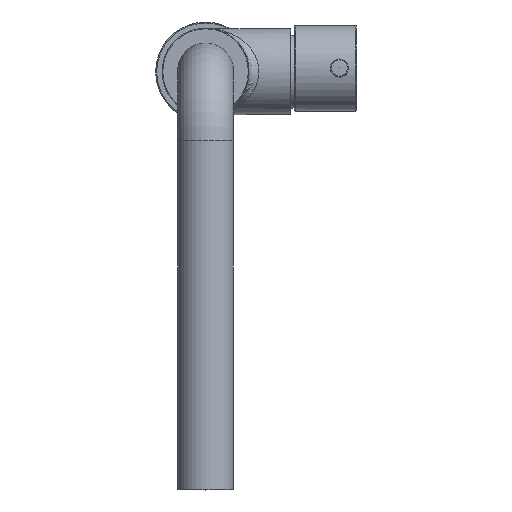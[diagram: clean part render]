
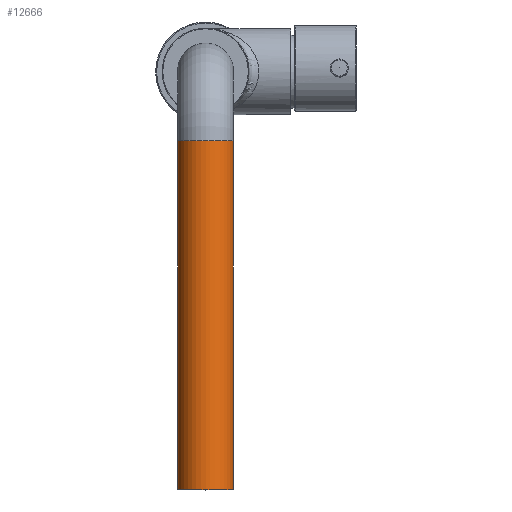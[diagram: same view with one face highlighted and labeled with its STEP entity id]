
A CAD part, top view. The second image highlights one B-rep face of the part: STEP entity #12666.
In plain terms, the highlighted cylindrical face has radius 14 mm (diameter 28 mm), a full revolution.
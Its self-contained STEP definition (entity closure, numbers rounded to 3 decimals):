
#1572=CIRCLE('',#14748,14.);
#1573=CIRCLE('',#14749,14.);
#1852=B_SPLINE_CURVE_WITH_KNOTS('',3,(#21872,#21873,#21874,#21875,#21876,
#21877,#21878,#21879,#21880,#21881,#21882,#21883,#21884,#21885,#21886,#21887,
#21888,#21889,#21890,#21891,#21892,#21893,#21894,#21895,#21896,#21897,#21898,
#21899,#21900,#21901,#21902,#21903,#21904),.UNSPECIFIED.,.T.,.F.,(1,1,1,
1,1,1,1,1,1,1,1,1,1,1,1,1,1,1,1,1,1,1,1,1,1,1,1,1,1,1,1,1,1,1,1,1,1),(-0.008,
-0.005,-0.003,0.,0.003,
0.005,0.008,0.01,0.016,
0.018,0.021,0.023,0.026,
0.031,0.034,0.036,0.039,
0.041,0.044,0.047,0.049,
0.052,0.054,0.057,0.06,
0.062,0.065,0.067,0.07,
0.073,0.075,0.078,0.08,
0.083,0.086,0.088,0.091),
 .UNSPECIFIED.);
#3869=ORIENTED_EDGE('',*,*,#6591,.T.);
#3870=ORIENTED_EDGE('',*,*,#6592,.T.);
#3871=ORIENTED_EDGE('',*,*,#6593,.T.);
#6591=EDGE_CURVE('',#8004,#8004,#1572,.T.);
#6592=EDGE_CURVE('',#8005,#8005,#1573,.F.);
#6593=EDGE_CURVE('',#8006,#8006,#1852,.T.);
#8004=VERTEX_POINT('',#21869);
#8005=VERTEX_POINT('',#21871);
#8006=VERTEX_POINT('',#21905);
#10022=EDGE_LOOP('',(#3869));
#10023=EDGE_LOOP('',(#3870));
#10024=EDGE_LOOP('',(#3871));
#11289=FACE_BOUND('',#10022,.T.);
#11290=FACE_BOUND('',#10023,.T.);
#11291=FACE_BOUND('',#10024,.T.);
#12141=CYLINDRICAL_SURFACE('',#14747,14.);
#12666=ADVANCED_FACE('',(#11289,#11290,#11291),#12141,.T.);
#14747=AXIS2_PLACEMENT_3D('',#21867,#17788,#17789);
#14748=AXIS2_PLACEMENT_3D('',#21868,#17790,#17791);
#14749=AXIS2_PLACEMENT_3D('',#21870,#17792,#17793);
#17788=DIRECTION('',(0.,1.,0.));
#17789=DIRECTION('',(0.,0.,1.));
#17790=DIRECTION('',(0.,-1.,0.));
#17791=DIRECTION('',(0.,0.,-1.));
#17792=DIRECTION('',(0.,-1.,0.));
#17793=DIRECTION('',(1.,0.,0.));
#21867=CARTESIAN_POINT('',(0.,35.,210.));
#21868=CARTESIAN_POINT('',(0.,209.8,210.));
#21869=CARTESIAN_POINT('',(0.,209.8,196.));
#21870=CARTESIAN_POINT('',(0.,35.,210.));
#21871=CARTESIAN_POINT('',(14.,35.,210.));
#21872=CARTESIAN_POINT('',(-12.058,192.1,202.862));
#21873=CARTESIAN_POINT('',(-12.346,189.5,203.403));
#21874=CARTESIAN_POINT('',(-12.057,186.902,202.861));
#21875=CARTESIAN_POINT('',(-11.332,184.664,201.729));
#21876=CARTESIAN_POINT('',(-10.255,182.677,200.412));
#21877=CARTESIAN_POINT('',(-8.399,180.366,198.661));
#21878=CARTESIAN_POINT('',(-5.819,178.5,197.086));
#21879=CARTESIAN_POINT('',(-2.621,177.441,196.168));
#21880=CARTESIAN_POINT('',(-0.019,177.156,195.918));
#21881=CARTESIAN_POINT('',(2.588,177.433,196.161));
#21882=CARTESIAN_POINT('',(5.805,178.492,197.078));
#21883=CARTESIAN_POINT('',(8.379,180.346,198.645));
#21884=CARTESIAN_POINT('',(10.251,182.671,200.408));
#21885=CARTESIAN_POINT('',(11.326,184.65,201.721));
#21886=CARTESIAN_POINT('',(12.057,186.9,202.861));
#21887=CARTESIAN_POINT('',(12.346,189.497,203.402));
#21888=CARTESIAN_POINT('',(12.06,192.088,202.866));
#21889=CARTESIAN_POINT('',(11.328,194.343,201.725));
#21890=CARTESIAN_POINT('',(10.264,196.311,200.421));
#21891=CARTESIAN_POINT('',(8.85,198.07,199.089));
#21892=CARTESIAN_POINT('',(7.117,199.562,197.876));
#21893=CARTESIAN_POINT('',(5.021,200.765,196.856));
#21894=CARTESIAN_POINT('',(2.609,201.561,196.166));
#21895=CARTESIAN_POINT('',(0.029,201.843,195.919));
#21896=CARTESIAN_POINT('',(-2.58,201.568,196.159));
#21897=CARTESIAN_POINT('',(-4.994,200.778,196.846));
#21898=CARTESIAN_POINT('',(-7.1,199.574,197.866));
#21899=CARTESIAN_POINT('',(-8.836,198.084,199.078));
#21900=CARTESIAN_POINT('',(-10.255,196.324,200.411));
#21901=CARTESIAN_POINT('',(-11.324,194.352,201.719));
#21902=CARTESIAN_POINT('',(-12.058,192.1,202.862));
#21903=CARTESIAN_POINT('',(-12.346,189.5,203.403));
#21904=CARTESIAN_POINT('',(-12.057,186.902,202.861));
#21905=CARTESIAN_POINT('',(-12.25,189.5,203.222));
